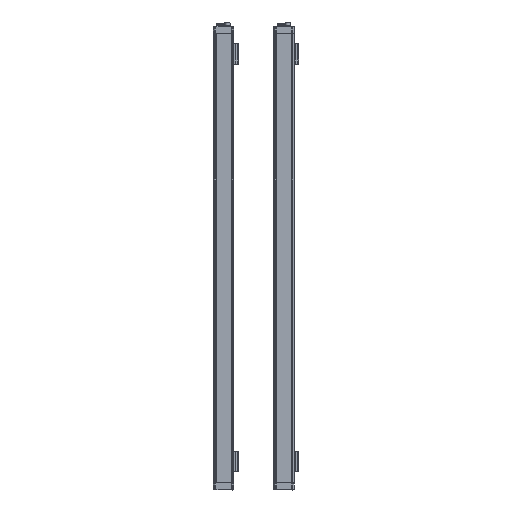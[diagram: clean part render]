
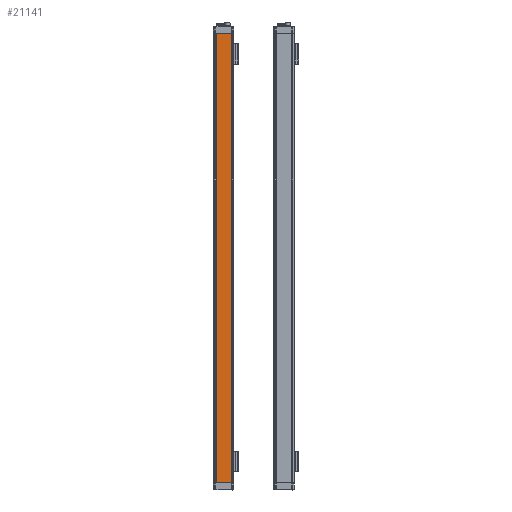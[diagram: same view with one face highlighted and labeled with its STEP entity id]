
A CAD part, top view. The second image highlights one B-rep face of the part: STEP entity #21141.
In plain terms, the highlighted planar face has unit normal (0, 0, 1).
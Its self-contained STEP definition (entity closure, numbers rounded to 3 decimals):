
#21141=ADVANCED_FACE('',(#43210),#43211,.T.);
#43210=FACE_OUTER_BOUND('',#119599,.T.);
#43211=PLANE('',#119600);
#119599=EDGE_LOOP('',(#181798,#181799,#181800,#181801));
#119600=AXIS2_PLACEMENT_3D('',#181802,#181803,#181804);
#181798=ORIENTED_EDGE('',*,*,#210992,.T.);
#181799=ORIENTED_EDGE('',*,*,#210993,.F.);
#181800=ORIENTED_EDGE('',*,*,#210988,.T.);
#181801=ORIENTED_EDGE('',*,*,#210670,.F.);
#181802=CARTESIAN_POINT('',(-294.266,59.054,-307.536));
#181803=DIRECTION('',(0.,0.,1.0));
#181804=DIRECTION('',(1.0,0.,0.0));
#210670=EDGE_CURVE('',#247186,#247188,#247189,.T.);
#210988=EDGE_CURVE('',#247743,#247188,#247744,.T.);
#210992=EDGE_CURVE('',#247186,#247749,#247750,.T.);
#210993=EDGE_CURVE('',#247743,#247749,#247751,.T.);
#247186=VERTEX_POINT('',#309360);
#247188=VERTEX_POINT('',#309363);
#247189=LINE('',#309364,#309365);
#247743=VERTEX_POINT('',#310071);
#247744=LINE('',#310072,#310073);
#247749=VERTEX_POINT('',#310080);
#247750=LINE('',#310081,#310082);
#247751=LINE('',#310083,#310084);
#309360=CARTESIAN_POINT('',(-256.666,-690.946,-307.536));
#309363=CARTESIAN_POINT('',(-294.266,-690.946,-307.536));
#309364=CARTESIAN_POINT('',(-256.666,-690.946,-307.536));
#309365=VECTOR('',#341972,37.6);
#310071=CARTESIAN_POINT('',(-294.266,407.554,-307.536));
#310072=CARTESIAN_POINT('',(-294.266,59.054,-307.536));
#310073=VECTOR('',#342509,1098.5);
#310080=CARTESIAN_POINT('',(-256.666,407.554,-307.536));
#310081=CARTESIAN_POINT('',(-256.666,59.054,-307.536));
#310082=VECTOR('',#342512,1098.5);
#310083=CARTESIAN_POINT('',(-294.266,407.554,-307.536));
#310084=VECTOR('',#342513,37.6);
#341972=DIRECTION('',(-1.0,0.,0.));
#342509=DIRECTION('',(0.,-1.0,0.0));
#342512=DIRECTION('',(0.,1.0,0.));
#342513=DIRECTION('',(1.0,0.,0.));
